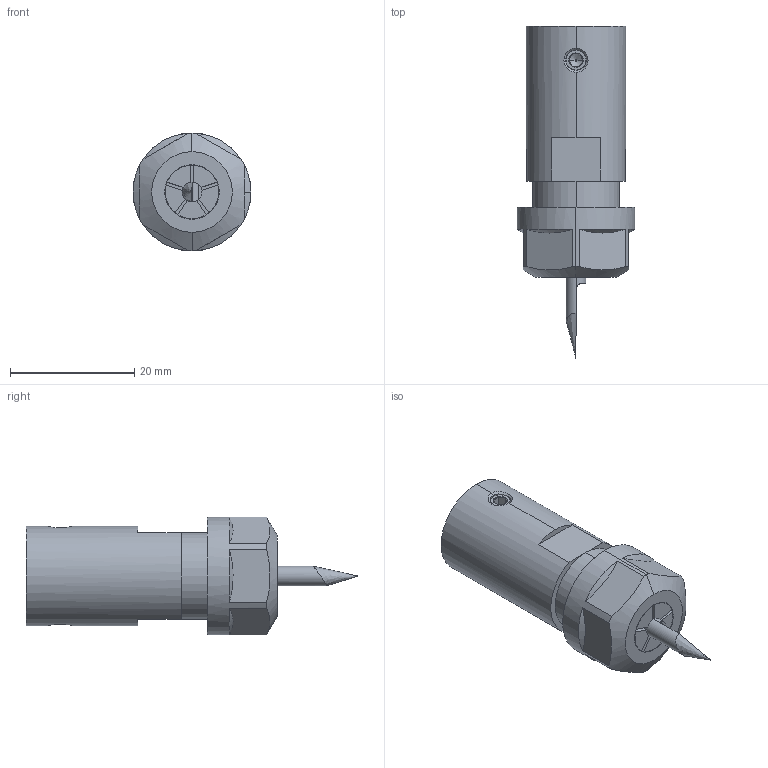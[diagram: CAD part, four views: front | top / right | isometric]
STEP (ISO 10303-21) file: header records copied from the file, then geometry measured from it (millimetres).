
FILE_DESCRIPTION (( 'STEP AP203' ), '1' );
FILE_NAME ('ER11-A Collet Set.STEP', '2022-02-18T20:50:45', ( '' ), ( '' ), 'SwSTEP 2.0', 'SolidWorks 2019', '' );
FILE_SCHEMA (( 'CONFIG_CONTROL_DESIGN' ));
Length unit declared in the file: millimetre
Products named in the file (8): Body003.step; ER11-A Collet Set; Cut.step; Body.step; ER11 Collet Set.step; Cut001.step; M4x5-Screw.step; M4x5-Screw001.step
Assembly tree (7 placements, depth 3):
  ER11-A Collet Set
    ER11 Collet Set.step
      Body.step
      Cut.step
      Body003.step
      Cut001.step
      M4x5-Screw.step
      M4x5-Screw001.step
Bounding box: 19 x 53.5 x 19 mm (x, y, z)
Volume: 7561.8 mm3; surface area: 6473.5 mm2
Topology: 6 solids, 6 shells, 187 faces, 480 edges, 302 vertices
Faces by surface type: plane 87, cone 53, cylinder 37, bspline 6, sphere 4
Entity records: 7738 total; most frequent: CARTESIAN_POINT 2481, ORIENTED_EDGE 958, DIRECTION 930, EDGE_CURVE 479, AXIS2_PLACEMENT_3D 363, VERTEX_POINT 302, LINE 204, VECTOR 204
